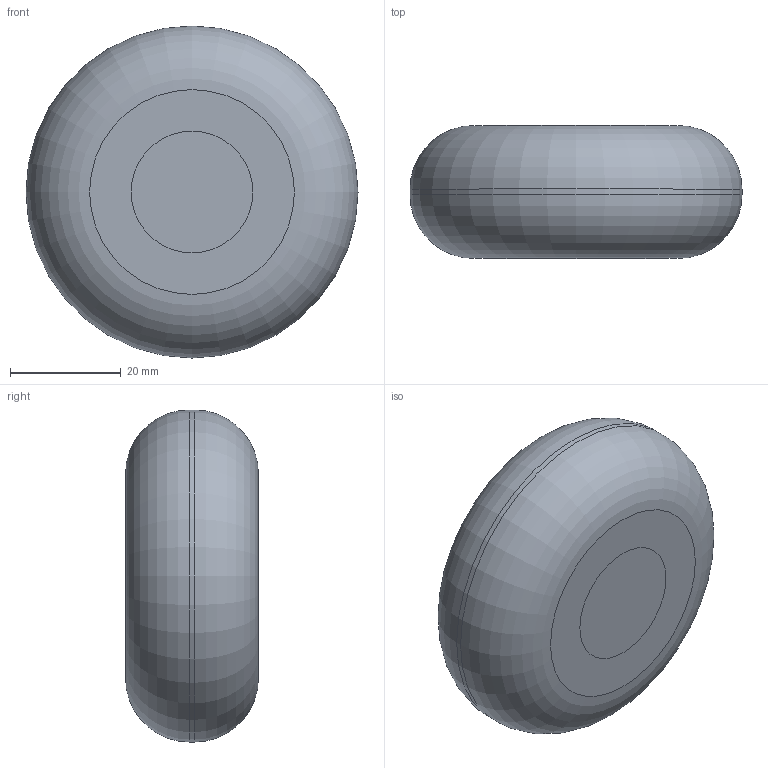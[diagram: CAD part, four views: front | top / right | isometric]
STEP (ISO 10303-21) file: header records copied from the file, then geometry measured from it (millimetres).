
FILE_DESCRIPTION(/* description */ (''),/* implementation_level */ '2;1');
FILE_NAME(/* name */ '60mm wheel.step',/* time_stamp */ '2021-03-12T13:31:47-05:00',/* author */ (''),/* organization */ (''),/* preprocessor_version */ 'ST-DEVELOPER v18.1',/* originating_system */ 'Autodesk Translation Framework v9.10.0.1330',/* authorisation */ '');
FILE_SCHEMA (('AUTOMOTIVE_DESIGN { 1 0 10303 214 3 1 1 }'));
Length unit declared in the file: millimetre
Products named in the file (1): 60mm wheel
Bounding box: 60 x 24 x 60 mm (x, y, z)
Surface area: 17424.8 mm2
Topology: 2 solids, 2 shells, 15 faces, 25 edges, 16 vertices
Faces by surface type: plane 6, cylinder 5, torus 4
Full cylindrical faces by diameter (mm): 18 x1, 22 x2, 60 x2
Entity records: 413 total; most frequent: DIRECTION 77, CARTESIAN_POINT 57, ORIENTED_EDGE 50, AXIS2_PLACEMENT_3D 36, EDGE_CURVE 25, CIRCLE 20, EDGE_LOOP 19, VERTEX_POINT 16
